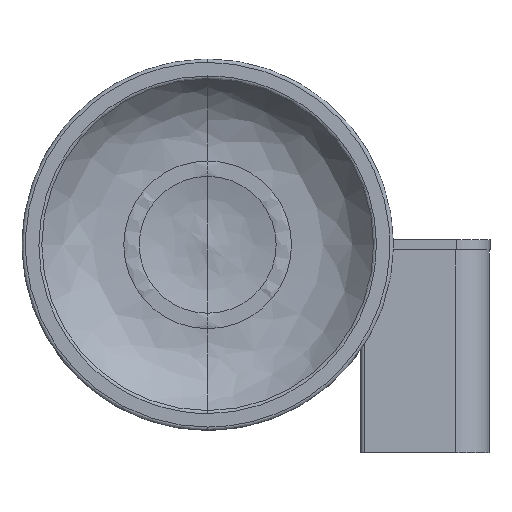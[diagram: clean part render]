
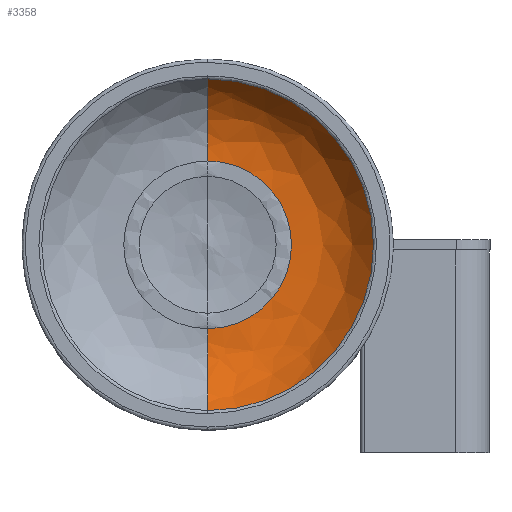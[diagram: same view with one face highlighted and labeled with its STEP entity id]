
A CAD part, top view. The second image highlights one B-rep face of the part: STEP entity #3358.
In plain terms, the highlighted free-form (B-spline) face has degree [3, 3] with [4, 4] control points.
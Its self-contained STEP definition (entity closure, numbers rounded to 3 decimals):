
#41 = CIRCLE ( 'NONE', #4177, 25.023 ) ;
#263 = DIRECTION ( 'NONE',  ( 0., 0., -1. ) ) ;
#343 = CARTESIAN_POINT ( 'NONE',  ( 0., 14.03, 34.814 ) ) ;
#347 = ORIENTED_EDGE ( 'NONE', *, *, #4016, .T. ) ;
#397 = CARTESIAN_POINT ( 'NONE',  ( 0., 27.115, 0. ) ) ;
#406 = VERTEX_POINT ( 'NONE', #3067 ) ;
#432 = VERTEX_POINT ( 'NONE', #4389 ) ;
#642 =( BOUNDED_SURFACE ( )  B_SPLINE_SURFACE ( 3, 3, ( 
 ( #2813, #2407, #4151, #3760 ),
 ( #1105, #2076, #4378, #2744 ),
 ( #343, #3508, #2379, #2097 ),
 ( #772, #2119, #3103, #3436 ) ),
 .UNSPECIFIED., .F., .F., .F. ) 
 B_SPLINE_SURFACE_WITH_KNOTS ( ( 4, 4 ),
 ( 4, 4 ),
 ( 0., 1. ),
 ( 0., 1. ),
 .UNSPECIFIED. ) 
 GEOMETRIC_REPRESENTATION_ITEM ( )  RATIONAL_B_SPLINE_SURFACE ( (
 ( 1., 0.333, 0.333, 1.),
 ( 0.894, 0.298, 0.298, 0.894),
 ( 0.894, 0.298, 0.298, 0.894),
 ( 1., 0.333, 0.333, 1.) ) ) 
 REPRESENTATION_ITEM ( '' )  SURFACE ( )  );
#702 = FACE_OUTER_BOUND ( 'NONE', #2541, .T. ) ;
#772 = CARTESIAN_POINT ( 'NONE',  ( 0., 15.166, 24.801 ) ) ;
#777 = DIRECTION ( 'NONE',  ( 0., -1., 0. ) ) ;
#949 = ORIENTED_EDGE ( 'NONE', *, *, #1027, .F. ) ;
#1027 = EDGE_CURVE ( 'NONE', #2171, #432, #4286, .T. ) ;
#1105 = CARTESIAN_POINT ( 'NONE',  ( 0., 18.483, 43.855 ) ) ;
#1188 = CARTESIAN_POINT ( 'NONE',  ( 0., 15.166, -24.801 ) ) ;
#1580 = DIRECTION ( 'NONE',  ( 0., 0., 1. ) ) ;
#1609 = AXIS2_PLACEMENT_3D ( 'NONE', #397, #777, #2502 ) ;
#1720 = EDGE_CURVE ( 'NONE', #432, #406, #4206, .T. ) ;
#1747 = CARTESIAN_POINT ( 'NONE',  ( 0., 15.166, 0. ) ) ;
#1978 = CARTESIAN_POINT ( 'NONE',  ( 0., 40.03, 27.623 ) ) ;
#2076 = CARTESIAN_POINT ( 'NONE',  ( 87.709, 18.483, 43.855 ) ) ;
#2097 = CARTESIAN_POINT ( 'NONE',  ( 0., 14.03, -34.814 ) ) ;
#2119 = CARTESIAN_POINT ( 'NONE',  ( 49.602, 15.166, 24.801 ) ) ;
#2134 = ORIENTED_EDGE ( 'NONE', *, *, #4243, .F. ) ;
#2171 = VERTEX_POINT ( 'NONE', #2944 ) ;
#2379 = CARTESIAN_POINT ( 'NONE',  ( 69.629, 14.03, -34.814 ) ) ;
#2407 = CARTESIAN_POINT ( 'NONE',  ( 98.111, 27.115, 49.056 ) ) ;
#2502 = DIRECTION ( 'NONE',  ( 0., 0., 1. ) ) ;
#2541 = EDGE_LOOP ( 'NONE', ( #949, #347, #2134, #2785 ) ) ;
#2744 = CARTESIAN_POINT ( 'NONE',  ( 0., 18.483, -43.855 ) ) ;
#2773 = CIRCLE ( 'NONE', #3685, 24.801 ) ;
#2785 = ORIENTED_EDGE ( 'NONE', *, *, #1720, .F. ) ;
#2813 = CARTESIAN_POINT ( 'NONE',  ( 0., 27.115, 49.056 ) ) ;
#2939 = CARTESIAN_POINT ( 'NONE',  ( 0., 40.03, -27.623 ) ) ;
#2944 = CARTESIAN_POINT ( 'NONE',  ( 0., 27.115, -49.056 ) ) ;
#2991 = DIRECTION ( 'NONE',  ( 1., 0., 0. ) ) ;
#3019 = DIRECTION ( 'NONE',  ( -1., 0., 0. ) ) ;
#3067 = CARTESIAN_POINT ( 'NONE',  ( 0., 15.166, 24.801 ) ) ;
#3103 = CARTESIAN_POINT ( 'NONE',  ( 49.602, 15.166, -24.801 ) ) ;
#3358 = ADVANCED_FACE ( 'NONE', ( #702 ), #642, .F. ) ;
#3436 = CARTESIAN_POINT ( 'NONE',  ( 0., 15.166, -24.801 ) ) ;
#3508 = CARTESIAN_POINT ( 'NONE',  ( 69.629, 14.03, 34.814 ) ) ;
#3567 = VERTEX_POINT ( 'NONE', #1188 ) ;
#3685 = AXIS2_PLACEMENT_3D ( 'NONE', #1747, #4089, #3796 ) ;
#3760 = CARTESIAN_POINT ( 'NONE',  ( 0., 27.115, -49.056 ) ) ;
#3796 = DIRECTION ( 'NONE',  ( 0., 0., 1. ) ) ;
#4016 = EDGE_CURVE ( 'NONE', #2171, #3567, #41, .T. ) ;
#4089 = DIRECTION ( 'NONE',  ( 0., 1., 0. ) ) ;
#4151 = CARTESIAN_POINT ( 'NONE',  ( 98.111, 27.115, -49.056 ) ) ;
#4177 = AXIS2_PLACEMENT_3D ( 'NONE', #2939, #3019, #263 ) ;
#4201 = AXIS2_PLACEMENT_3D ( 'NONE', #1978, #2991, #1580 ) ;
#4206 = CIRCLE ( 'NONE', #4201, 25.023 ) ;
#4243 = EDGE_CURVE ( 'NONE', #406, #3567, #2773, .T. ) ;
#4286 = CIRCLE ( 'NONE', #1609, 49.056 ) ;
#4378 = CARTESIAN_POINT ( 'NONE',  ( 87.709, 18.483, -43.855 ) ) ;
#4389 = CARTESIAN_POINT ( 'NONE',  ( 0., 27.115, 49.056 ) ) ;
